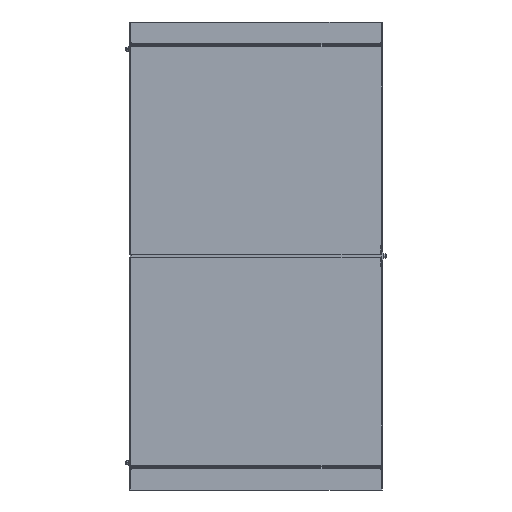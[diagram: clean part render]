
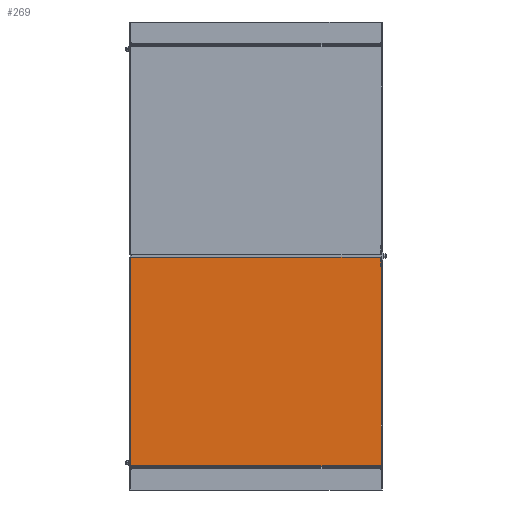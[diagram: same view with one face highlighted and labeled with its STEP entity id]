
A CAD part, front view. The second image highlights one B-rep face of the part: STEP entity #269.
In plain terms, the highlighted planar face has unit normal (0, -1, 0).
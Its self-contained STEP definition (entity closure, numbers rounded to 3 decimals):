
#269=ADVANCED_FACE('',(#1272),#16540,.T.);
#1272=FACE_OUTER_BOUND('',#2391,.T.);
#2391=EDGE_LOOP('',(#4216,#4217,#4218,#4219,#4220,#4221,#4222,#4223,#4224,
#4225,#4226));
#4216=ORIENTED_EDGE('',*,*,#9255,.T.);
#4217=ORIENTED_EDGE('',*,*,#9256,.T.);
#4218=ORIENTED_EDGE('',*,*,#9257,.T.);
#4219=ORIENTED_EDGE('',*,*,#9258,.T.);
#4220=ORIENTED_EDGE('',*,*,#9259,.T.);
#4221=ORIENTED_EDGE('',*,*,#9260,.T.);
#4222=ORIENTED_EDGE('',*,*,#8880,.F.);
#4223=ORIENTED_EDGE('',*,*,#8861,.F.);
#4224=ORIENTED_EDGE('',*,*,#9261,.T.);
#4225=ORIENTED_EDGE('',*,*,#9628,.T.);
#4226=ORIENTED_EDGE('',*,*,#9262,.T.);
#8861=EDGE_CURVE('',#14279,#14280,#12907,.T.);
#8880=EDGE_CURVE('',#14280,#14295,#12918,.T.);
#9255=EDGE_CURVE('',#14925,#14926,#13187,.T.);
#9256=EDGE_CURVE('',#14926,#14927,#13188,.T.);
#9257=EDGE_CURVE('',#14927,#14928,#13189,.T.);
#9258=EDGE_CURVE('',#14928,#14929,#13190,.T.);
#9259=EDGE_CURVE('',#14929,#14930,#13191,.T.);
#9260=EDGE_CURVE('',#14930,#14295,#13192,.T.);
#9261=EDGE_CURVE('',#14279,#14931,#13193,.T.);
#9262=EDGE_CURVE('',#14932,#14925,#13194,.T.);
#9628=EDGE_CURVE('',#14931,#14932,#11905,.T.);
#11905=(
BOUNDED_CURVE()
B_SPLINE_CURVE(2,(#27490,#27491,#27492),.UNSPECIFIED.,.F.,.F.)
B_SPLINE_CURVE_WITH_KNOTS((3,3),(0.,1.571),.UNSPECIFIED.)
CURVE()
GEOMETRIC_REPRESENTATION_ITEM()
RATIONAL_B_SPLINE_CURVE((1.,0.707,1.))
REPRESENTATION_ITEM('')
);
#12907=B_SPLINE_CURVE_WITH_KNOTS('',1,(#25657,#25658),.UNSPECIFIED.,.F.,
 .F.,(2,2),(0.,1.5),.UNSPECIFIED.);
#12918=B_SPLINE_CURVE_WITH_KNOTS('',1,(#25703,#25704),.UNSPECIFIED.,.F.,
 .F.,(2,2),(-395.5,0.),.UNSPECIFIED.);
#13187=B_SPLINE_CURVE_WITH_KNOTS('',1,(#26597,#26598),.UNSPECIFIED.,.F.,
 .F.,(2,2),(0.,418.),.UNSPECIFIED.);
#13188=B_SPLINE_CURVE_WITH_KNOTS('',1,(#26599,#26600),.UNSPECIFIED.,.F.,
 .F.,(2,2),(-2.3,0.),.UNSPECIFIED.);
#13189=B_SPLINE_CURVE_WITH_KNOTS('',1,(#26601,#26602),.UNSPECIFIED.,.F.,
 .F.,(2,2),(-1.536,0.),.UNSPECIFIED.);
#13190=B_SPLINE_CURVE_WITH_KNOTS('',1,(#26603,#26604),.UNSPECIFIED.,.F.,
 .F.,(2,2),(0.,495.4),.UNSPECIFIED.);
#13191=B_SPLINE_CURVE_WITH_KNOTS('',1,(#26605,#26606),.UNSPECIFIED.,.F.,
 .F.,(2,2),(-1.536,0.),.UNSPECIFIED.);
#13192=B_SPLINE_CURVE_WITH_KNOTS('',1,(#26607,#26608),.UNSPECIFIED.,.F.,
 .F.,(2,2),(-2.3,0.),.UNSPECIFIED.);
#13193=B_SPLINE_CURVE_WITH_KNOTS('',1,(#26609,#26610),.UNSPECIFIED.,.F.,
 .F.,(2,2),(-21.5,0.),.UNSPECIFIED.);
#13194=B_SPLINE_CURVE_WITH_KNOTS('',1,(#26611,#26612),.UNSPECIFIED.,.F.,
 .F.,(2,2),(0.,497.5),.UNSPECIFIED.);
#14279=VERTEX_POINT('',#24287);
#14280=VERTEX_POINT('',#24288);
#14295=VERTEX_POINT('',#24303);
#14925=VERTEX_POINT('',#24933);
#14926=VERTEX_POINT('',#24934);
#14927=VERTEX_POINT('',#24935);
#14928=VERTEX_POINT('',#24936);
#14929=VERTEX_POINT('',#24937);
#14930=VERTEX_POINT('',#24938);
#14931=VERTEX_POINT('',#24939);
#14932=VERTEX_POINT('',#24940);
#16540=PLANE('',#17048);
#17048=AXIS2_PLACEMENT_3D('',#18021,#17522,$);
#17522=DIRECTION('',(0.,-1.,0.));
#18021=CARTESIAN_POINT('',(-300.,-1.5,557.5));
#24287=CARTESIAN_POINT('',(298.5,-1.5,535.));
#24288=CARTESIAN_POINT('',(300.,-1.5,535.));
#24303=CARTESIAN_POINT('',(300.,-1.5,59.5));
#24933=CARTESIAN_POINT('',(-300.,-1.5,557.5));
#24934=CARTESIAN_POINT('',(-300.,-1.5,59.5));
#24935=CARTESIAN_POINT('',(-297.7,-1.5,59.5));
#24936=CARTESIAN_POINT('',(-297.7,-1.5,57.964));
#24937=CARTESIAN_POINT('',(297.7,-1.5,57.964));
#24938=CARTESIAN_POINT('',(297.7,-1.5,59.5));
#24939=CARTESIAN_POINT('',(298.5,-1.5,556.5));
#24940=CARTESIAN_POINT('',(297.5,-1.5,557.5));
#25657=CARTESIAN_POINT('',(298.5,-1.5,535.));
#25658=CARTESIAN_POINT('',(300.,-1.5,535.));
#25703=CARTESIAN_POINT('',(300.,-1.5,535.));
#25704=CARTESIAN_POINT('',(300.,-1.5,59.5));
#26597=CARTESIAN_POINT('',(-300.,-1.5,557.5));
#26598=CARTESIAN_POINT('',(-300.,-1.5,59.5));
#26599=CARTESIAN_POINT('',(-300.,-1.5,59.5));
#26600=CARTESIAN_POINT('',(-297.7,-1.5,59.5));
#26601=CARTESIAN_POINT('',(-297.7,-1.5,59.5));
#26602=CARTESIAN_POINT('',(-297.7,-1.5,57.964));
#26603=CARTESIAN_POINT('',(-297.7,-1.5,57.964));
#26604=CARTESIAN_POINT('',(297.7,-1.5,57.964));
#26605=CARTESIAN_POINT('',(297.7,-1.5,57.964));
#26606=CARTESIAN_POINT('',(297.7,-1.5,59.5));
#26607=CARTESIAN_POINT('',(297.7,-1.5,59.5));
#26608=CARTESIAN_POINT('',(300.,-1.5,59.5));
#26609=CARTESIAN_POINT('',(298.5,-1.5,535.));
#26610=CARTESIAN_POINT('',(298.5,-1.5,556.5));
#26611=CARTESIAN_POINT('',(297.5,-1.5,557.5));
#26612=CARTESIAN_POINT('',(-300.,-1.5,557.5));
#27490=CARTESIAN_POINT('',(298.5,-1.5,556.5));
#27491=CARTESIAN_POINT('',(298.5,-1.5,557.5));
#27492=CARTESIAN_POINT('',(297.5,-1.5,557.5));
